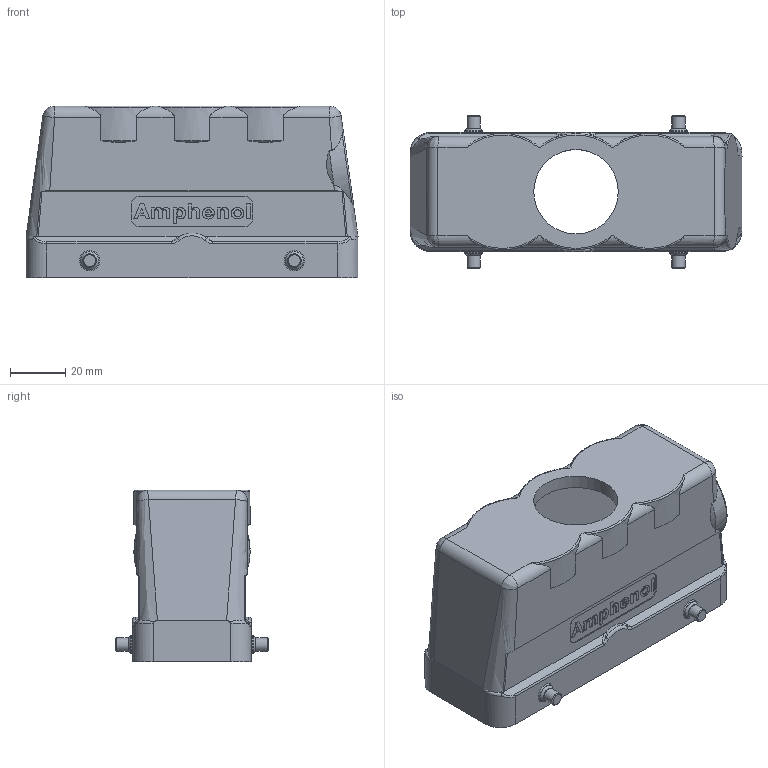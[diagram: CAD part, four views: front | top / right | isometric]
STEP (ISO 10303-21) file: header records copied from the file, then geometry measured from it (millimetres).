
FILE_DESCRIPTION(/* description */ (''),/* implementation_level */ '2;1');
FILE_NAME(/* name */ 'c146 21r024 600 1nxc001-04.stp',/* time_stamp */ '2020-01-21T15:27:18+01:00',/* author */ (''),/* organization */ (''),/* preprocessor_version */ 'ST-DEVELOPER v16.7',/* originating_system */ 'SIEMENS PLM Software NX 12.0',/* authorisation */ '');
FILE_SCHEMA (('AUTOMOTIVE_DESIGN { 1 0 10303 214 3 1 1 1 }'));
Length unit declared in the file: millimetre
Products named in the file (1): c146 21r024 600 1nxc001-04
Bounding box: 120.01 x 55 x 62 mm (x, y, z)
Volume: 67912.2 mm3; surface area: 43799 mm2
Topology: 1 solids, 1 shells, 357 faces, 948 edges, 616 vertices
Faces by surface type: plane 181, cylinder 80, bspline 54, extrusion 22, cone 20
Full cylindrical faces by diameter (mm): 2.5 x4, 4.8 x4, 6.5 x4, 30.5 x1
Entity records: 15583 total; most frequent: CARTESIAN_POINT 4863, ORIENTED_EDGE 1806, DIRECTION 1523, EDGE_CURVE 903, VERTEX_POINT 611, VECTOR 545, LINE 523, AXIS2_PLACEMENT_3D 489
